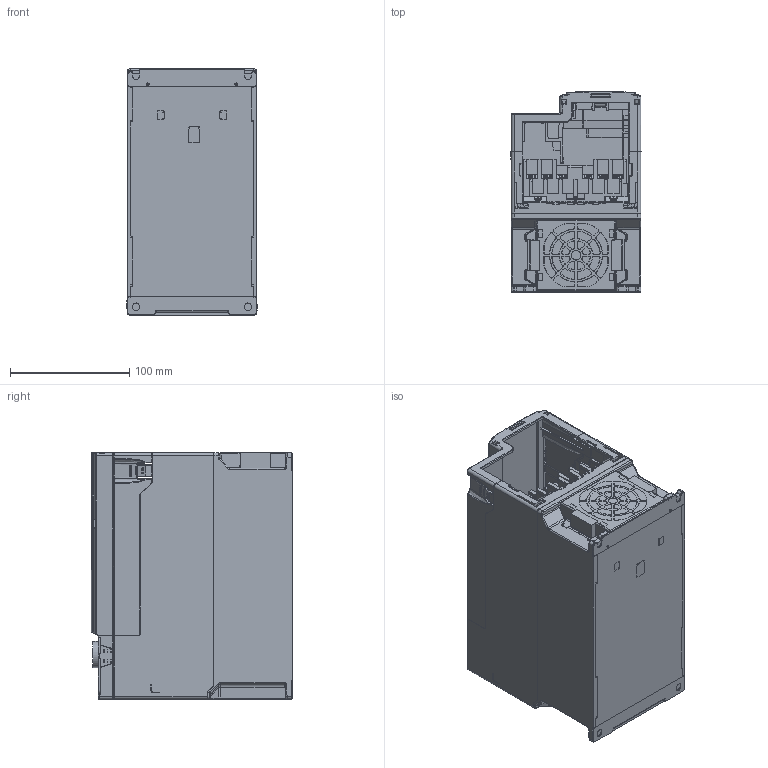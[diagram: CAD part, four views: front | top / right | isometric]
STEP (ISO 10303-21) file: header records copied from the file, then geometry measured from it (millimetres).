
FILE_DESCRIPTION (( 'STEP AP214' ), '1' );
FILE_NAME ('vfd-mh300-d1-pd-3d01 gpr1 red1 33 top covr n knob ext1bb r1-kn sfr1b wo FG Mod1a sr1c fxtrd1C fxt.STEP', '2023-09-28T13:26:08', ( '' ), ( '' ), 'SwSTEP 2.0', 'SolidWorks 2021', '' );
FILE_SCHEMA (( 'AUTOMOTIVE_DESIGN' ));
Products named in the file (1): vfd-mh300-d1-pd-3d01 gpr1 red1 33 top covr n knob ext1bb r1-kn sfr1b wo FG Mod1a sr1c fxtrd1C fxt
Bounding box: 109.6 x 169 x 207 mm (x, y, z)
Volume: 1721562.3 mm3; surface area: 351547.1 mm2
Topology: 7 solids, 11 shells, 4476 faces, 12411 edges, 8015 vertices
Faces by surface type: plane 2524, cylinder 995, bspline 814, cone 143
Entity records: 179453 total; most frequent: CARTESIAN_POINT 75224, ORIENTED_EDGE 24804, DIRECTION 17008, EDGE_CURVE 12402, VERTEX_POINT 8015, LINE 7626, VECTOR 7626, AXIS2_PLACEMENT_3D 4691
